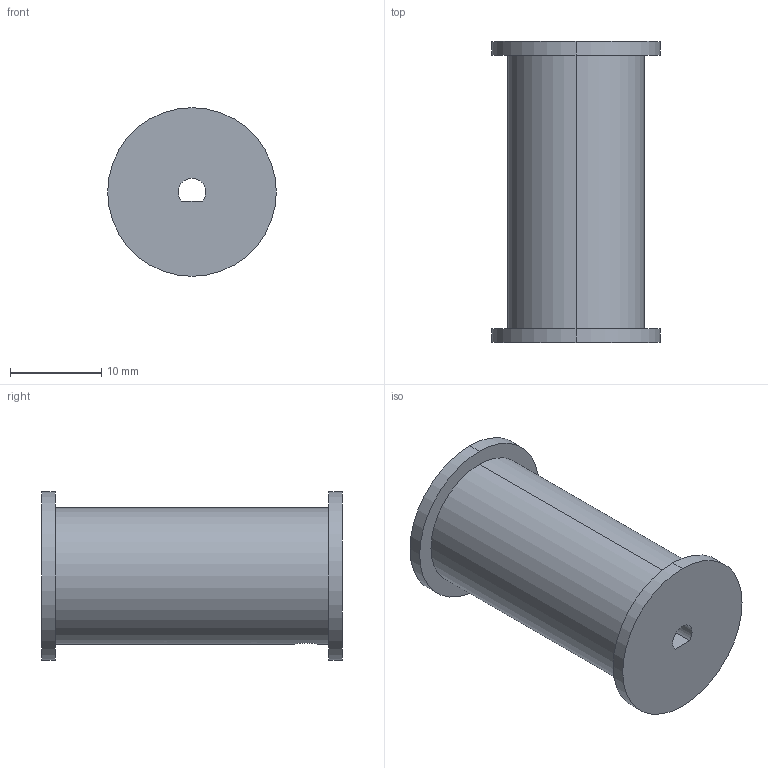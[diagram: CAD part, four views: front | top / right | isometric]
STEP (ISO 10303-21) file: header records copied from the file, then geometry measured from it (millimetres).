
FILE_DESCRIPTION (( 'STEP AP214' ), '1' );
FILE_NAME ('wheel[20x33][long]_A.STEP', '2024-02-16T11:50:44', ( '' ), ( '' ), 'SwSTEP 2.0', 'SolidWorks 2023', '' );
FILE_SCHEMA (( 'AUTOMOTIVE_DESIGN' ));
Length unit declared in the file: millimetre
Products named in the file (1): wheel[20x33][long]_A
Bounding box: 18.5 x 33 x 18.5 mm (x, y, z)
Volume: 3526 mm3; surface area: 3249.9 mm2
Topology: 1 solids, 1 shells, 20 faces, 47 edges, 30 vertices
Faces by surface type: cylinder 11, plane 9
Entity records: 656 total; most frequent: CARTESIAN_POINT 148, DIRECTION 109, ORIENTED_EDGE 94, EDGE_CURVE 47, AXIS2_PLACEMENT_3D 45, VERTEX_POINT 30, EDGE_LOOP 25, CIRCLE 24
